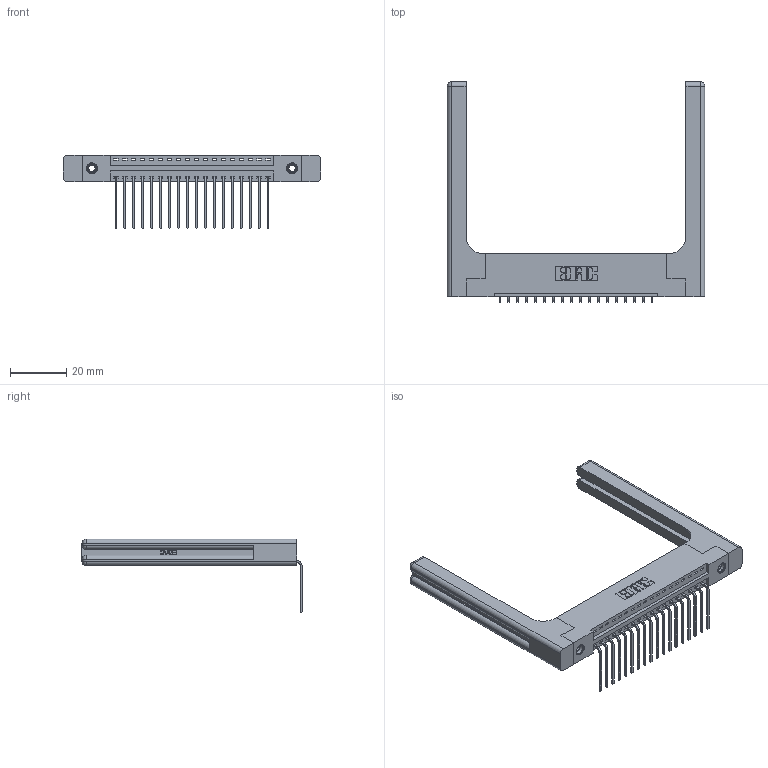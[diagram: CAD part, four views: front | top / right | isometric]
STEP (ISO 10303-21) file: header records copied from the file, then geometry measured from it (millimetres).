
FILE_DESCRIPTION (( 'STEP AP203' ), '1' );
FILE_NAME ('346-018-559-158.STEP', '2022-05-05T14:42:37', ( '' ), ( '' ), 'SwSTEP 2.0', 'SolidWorks 2020', '' );
FILE_SCHEMA (( 'CONFIG_CONTROL_DESIGN' ));
Length unit declared in the file: inch
Products named in the file (5): 346-220-058_345-220-058; 345-250-001_345-250-001-102; 345-292-001_558 559 Tail - 1; 346 Part_Flush Mounting Lugs - 0.156 Dia-TH; 346-018-559-158
Assembly tree (23 placements, depth 2):
  346-018-559-158
    346 Part_Flush Mounting Lugs - 0.156 Dia-TH
    345-292-001_558 559 Tail - 1  x18
    345-250-001_345-250-001-102  x2
    346-220-058_345-220-058  x2
Bounding box: 91.21 x 78.04 x 26.16 mm (x, y, z)
Volume: 16125.9 mm3; surface area: 16058.8 mm2
Topology: 23 solids, 23 shells, 1472 faces, 4307 edges, 2826 vertices
Faces by surface type: plane 994, cylinder 418, bspline 36, cone 12, sphere 8, torus 4
Entity records: 20084 total; most frequent: CARTESIAN_POINT 4433, ORIENTED_EDGE 3180, DIRECTION 2870, EDGE_CURVE 1590, LINE 1294, VECTOR 1294, VERTEX_POINT 1050, AXIS2_PLACEMENT_3D 788
